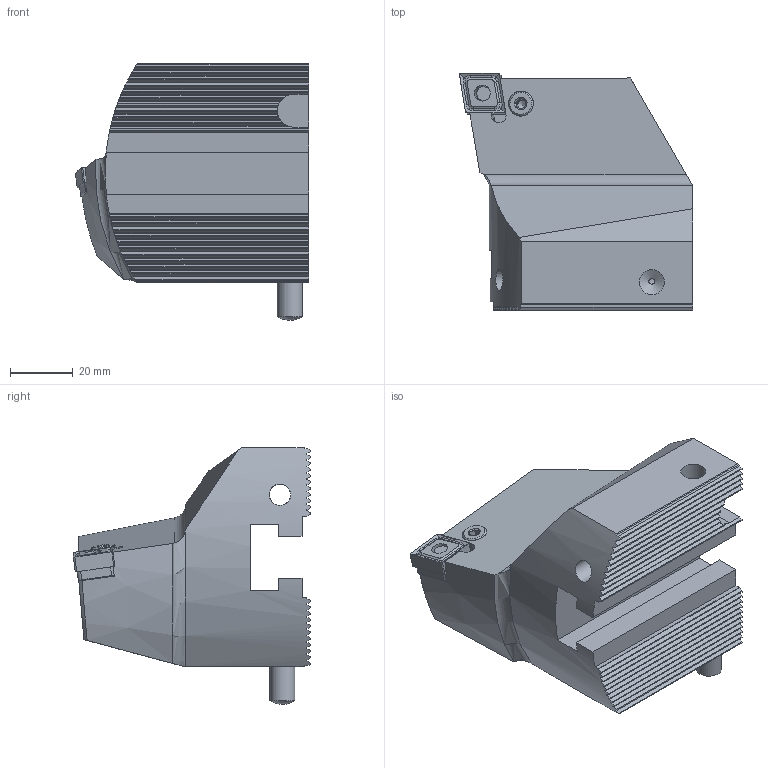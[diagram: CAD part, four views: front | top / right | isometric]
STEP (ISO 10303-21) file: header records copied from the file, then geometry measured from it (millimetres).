
FILE_DESCRIPTION (( 'STEP AP214' ), '1' );
FILE_NAME ('VK1.WCD.101.075.STEP', '2020-08-13T15:10:36', ( '' ), ( '' ), 'SwSTEP 2.0', 'SolidWorks 2017', '' );
FILE_SCHEMA (( 'AUTOMOTIVE_DESIGN' ));
Length unit declared in the file: millimetre
Products named in the file (9): ISO 8734 - 8 x 20 m6; WCD; WCD-ER1.101.000; WCD-ER3.101.000_A; VK1-WCD.101.075_A; WCD-ER2.101.003_A; WCD-ER4.101.017_A; VK1.WCD.101.075; CNMG120404
Assembly tree (8 placements, depth 3):
  VK1.WCD.101.075
    VK1-WCD.101.075_A
    WCD
      WCD-ER4.101.017_A
      WCD-ER3.101.000_A
    WCD-ER1.101.000
    WCD-ER2.101.003_A
    CNMG120404
    ISO 8734 - 8 x 20 m6
Bounding box: 74.51 x 75.79 x 81.95 mm (x, y, z)
Volume: 205610.8 mm3; surface area: 32773.7 mm2
Topology: 7 solids, 7 shells, 278 faces, 749 edges, 481 vertices
Faces by surface type: plane 160, cylinder 60, cone 35, bspline 15, torus 6, sphere 2
Full cylindrical faces by diameter (mm): 3.55 x1, 5.16 x1, 6.4 x2, 6.8 x1, 7 x1, 7.9 x2, 8 x4, 8.4 x1
Entity records: 10064 total; most frequent: CARTESIAN_POINT 2904, ORIENTED_EDGE 1408, DIRECTION 1225, EDGE_CURVE 704, VERTEX_POINT 471, AXIS2_PLACEMENT_3D 423, LINE 379, VECTOR 379
